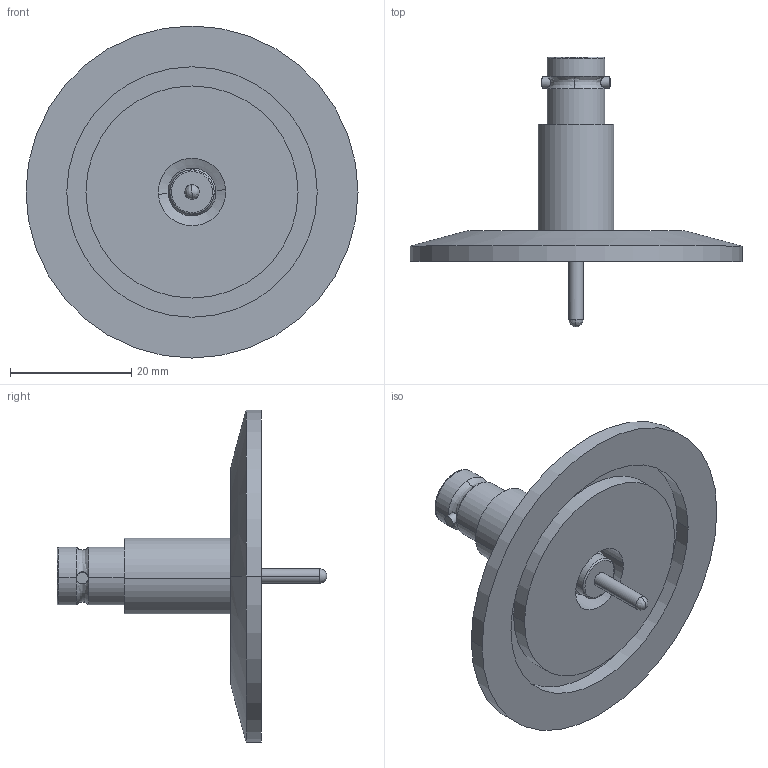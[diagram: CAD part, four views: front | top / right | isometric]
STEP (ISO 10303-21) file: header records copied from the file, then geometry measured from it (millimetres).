
FILE_DESCRIPTION (( 'STEP AP203' ), '1' );
FILE_NAME ('A0476-2-QF.STEP', '2013-08-28T12:52:02', ( '' ), ( '' ), 'SwSTEP 2.0', 'SolidWorks 2012', '' );
FILE_SCHEMA (( 'CONFIG_CONTROL_DESIGN' ));
Length unit declared in the file: inch
Products named in the file (1): A0476-2-QF
Bounding box: 54.86 x 44.6 x 54.86 mm (x, y, z)
Volume: 10652.3 mm3; surface area: 9244.3 mm2
Topology: 1 solids, 1 shells, 114 faces, 257 edges, 160 vertices
Faces by surface type: cylinder 56, plane 26, bspline 16, cone 16
Entity records: 3645 total; most frequent: CARTESIAN_POINT 984, DIRECTION 594, ORIENTED_EDGE 506, AXIS2_PLACEMENT_3D 254, EDGE_CURVE 253, VERTEX_POINT 160, CIRCLE 155, EDGE_LOOP 133
